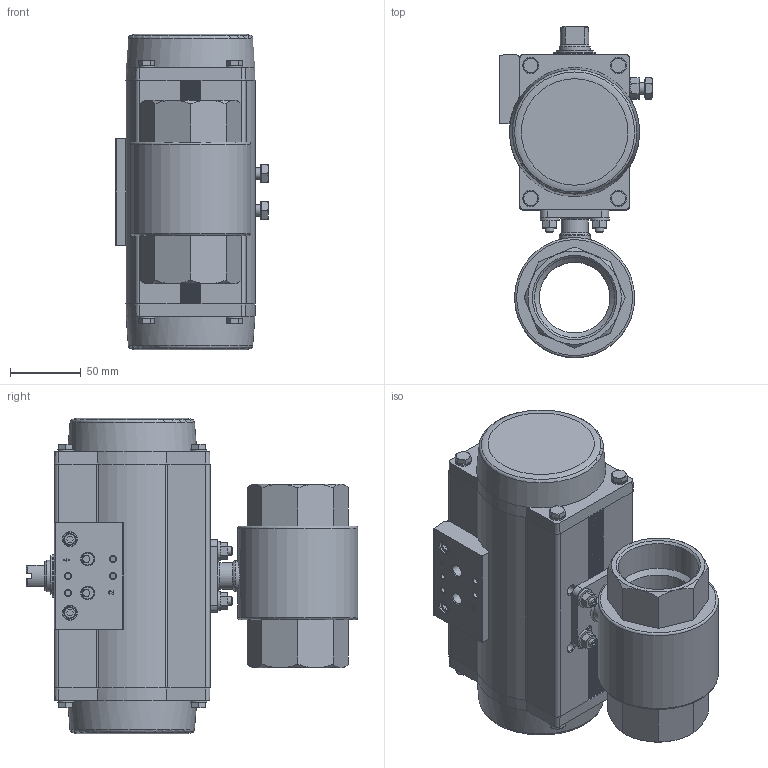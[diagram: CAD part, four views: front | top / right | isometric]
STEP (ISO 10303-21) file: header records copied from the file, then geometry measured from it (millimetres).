
FILE_DESCRIPTION(/* description */ ('STEP AP214'),/* implementation_level */ '2;1');
FILE_NAME(/* name */ '8070249_VZBM-A-2-RP-25-D-2-B2-PB80',/* time_stamp */ '2024-09-18T03:23:06+02:00',/* author */ ('License CC BY-ND 4.0'),/* organization */ ('CADENAS'),/* preprocessor_version */ 'ST-DEVELOPER v19.3',/* originating_system */ 'PARTsolutions',/* authorisation */ ' ');
FILE_SCHEMA (('AUTOMOTIVE_DESIGN {1 0 10303 214 3 1 1}'));
Length unit declared in the file: millimetre
Products named in the file (11): 8070249 VZBM-A-2-RP-25-D-2-B2-PB80; 4405653 VZBM-2-RP-25-D-2-F0305-B2B3; 8042187 DFPD-80-90-RS-F05-------(housing); 8042187 DFPD-80(F05_0)---(shaft); 3639455 SCHEIBE 8.2X16X1.5-1.4301; 3639451 DFPD-80; DIN 934 - M8(F); 8096914 DARQ-R-A-S17-S9-17; 8190047 NL-6-SP-SS; ISO-4026 M6x25; ISO 4032 - M6(F)
Assembly tree (22 placements, depth 2):
  8070249 VZBM-A-2-RP-25-D-2-B2-PB80
    4405653 VZBM-2-RP-25-D-2-F0305-B2B3
    8042187 DFPD-80-90-RS-F05-------(housing)
    8042187 DFPD-80(F05_0)---(shaft)
    3639455 SCHEIBE 8.2X16X1.5-1.4301  x2
    3639451 DFPD-80  x2
    DIN 934 - M8(F)  x2
    8096914 DARQ-R-A-S17-S9-17
    8190047 NL-6-SP-SS  x4
    ISO-4026 M6x25  x4
    ISO 4032 - M6(F)  x4
Bounding box: 108 x 234.5 x 223.1 mm (x, y, z)
Volume: 2270373.6 mm3; surface area: 217153.7 mm2
Topology: 22 solids, 22 shells, 975 faces, 2244 edges, 1367 vertices
Faces by surface type: plane 469, cone 272, cylinder 194, torus 38, sphere 2
Full cylindrical faces by diameter (mm): 2 x2, 4.134 x8, 4.917 x10, 5 x2, 5.5 x4, 6 x4, 6.5 x8, 6.647 x8, 8 x2, 8.2 x2, 8.5 x2, 8.566 x2, 10 x2, 11.5 x8, 12.2 x2, 13 x2, 13.5 x4, 16 x2, 17.2 x2, 19 x1, 22 x4, 24 x1, 26 x2, 26.3 x1, 30 x2, 31 x1, 35.5 x2, 36 x2, 40 x1, 50 x1
Entity records: 22046 total; most frequent: CARTESIAN_POINT 4586, DIRECTION 3578, ORIENTED_EDGE 3284, EDGE_CURVE 1642, AXIS2_PLACEMENT_3D 1435, VERTEX_POINT 1124, FACE_BOUND 1070, EDGE_LOOP 1054
